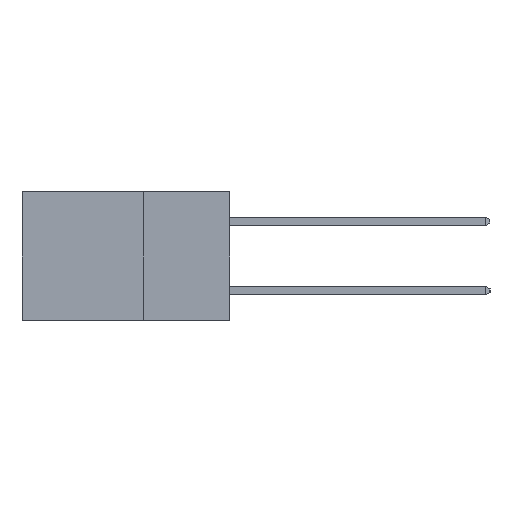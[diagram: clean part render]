
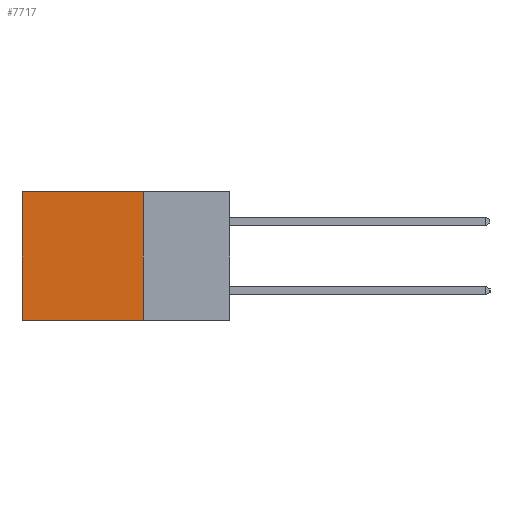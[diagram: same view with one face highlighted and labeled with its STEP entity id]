
A CAD part, left-side view. The second image highlights one B-rep face of the part: STEP entity #7717.
In plain terms, the highlighted planar face has unit normal (-1, 0, 0).
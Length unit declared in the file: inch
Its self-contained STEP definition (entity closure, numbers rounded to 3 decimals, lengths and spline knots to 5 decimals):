
#1000 = ORIENTED_EDGE ( 'NONE', *, *, #8651, .F. ) ;
#1680 = DIRECTION ( 'NONE',  ( 1., 0., 0. ) ) ;
#1690 = ORIENTED_EDGE ( 'NONE', *, *, #12871, .T. ) ;
#2003 = VERTEX_POINT ( 'NONE', #13146 ) ;
#4053 = FACE_OUTER_BOUND ( 'NONE', #9296, .T. ) ;
#4398 = LINE ( 'NONE', #5664, #13421 ) ;
#4912 = ORIENTED_EDGE ( 'NONE', *, *, #5566, .F. ) ;
#5033 = CARTESIAN_POINT ( 'NONE',  ( 0.2615, 0.6, 0. ) ) ;
#5350 = ORIENTED_EDGE ( 'NONE', *, *, #10964, .T. ) ;
#5566 = EDGE_CURVE ( 'NONE', #2003, #10895, #8102, .T. ) ;
#5664 = CARTESIAN_POINT ( 'NONE',  ( 0.2615, 0.25, -0.37 ) ) ;
#5867 = CARTESIAN_POINT ( 'NONE',  ( 0.2615, 0.25, 0. ) ) ;
#6213 = DIRECTION ( 'NONE',  ( 0., 0., -1. ) ) ;
#7037 = LINE ( 'NONE', #12683, #10175 ) ;
#7713 = VECTOR ( 'NONE', #6213, 39.37008 ) ;
#7717 = ADVANCED_FACE ( 'NONE', ( #4053 ), #14569, .F. ) ;
#8102 = LINE ( 'NONE', #13214, #7713 ) ;
#8261 = VERTEX_POINT ( 'NONE', #5033 ) ;
#8497 = LINE ( 'NONE', #5867, #14173 ) ;
#8651 = EDGE_CURVE ( 'NONE', #10895, #13829, #4398, .T. ) ;
#8949 = CARTESIAN_POINT ( 'NONE',  ( 0.2615, 0.25, -0.37 ) ) ;
#9160 = CARTESIAN_POINT ( 'NONE',  ( 0.2615, 0.25, -0.37 ) ) ;
#9296 = EDGE_LOOP ( 'NONE', ( #5350, #1000, #4912, #1690 ) ) ;
#10017 = CARTESIAN_POINT ( 'NONE',  ( 0.2615, 0.6, -0.37 ) ) ;
#10078 = DIRECTION ( 'NONE',  ( 0., 0., -1. ) ) ;
#10175 = VECTOR ( 'NONE', #13802, 39.37008 ) ;
#10895 = VERTEX_POINT ( 'NONE', #9160 ) ;
#10964 = EDGE_CURVE ( 'NONE', #8261, #13829, #7037, .T. ) ;
#12683 = CARTESIAN_POINT ( 'NONE',  ( 0.2615, 0.6, -0.37 ) ) ;
#12713 = DIRECTION ( 'NONE',  ( 0., 1., 0. ) ) ;
#12871 = EDGE_CURVE ( 'NONE', #2003, #8261, #8497, .T. ) ;
#13146 = CARTESIAN_POINT ( 'NONE',  ( 0.2615, 0.25, 0. ) ) ;
#13214 = CARTESIAN_POINT ( 'NONE',  ( 0.2615, 0.25, -0.37 ) ) ;
#13421 = VECTOR ( 'NONE', #12713, 39.37008 ) ;
#13802 = DIRECTION ( 'NONE',  ( 0., 0., -1. ) ) ;
#13829 = VERTEX_POINT ( 'NONE', #10017 ) ;
#14173 = VECTOR ( 'NONE', #15111, 39.37008 ) ;
#14307 = AXIS2_PLACEMENT_3D ( 'NONE', #8949, #1680, #10078 ) ;
#14569 = PLANE ( 'NONE',  #14307 ) ;
#15111 = DIRECTION ( 'NONE',  ( 0., 1., 0. ) ) ;
